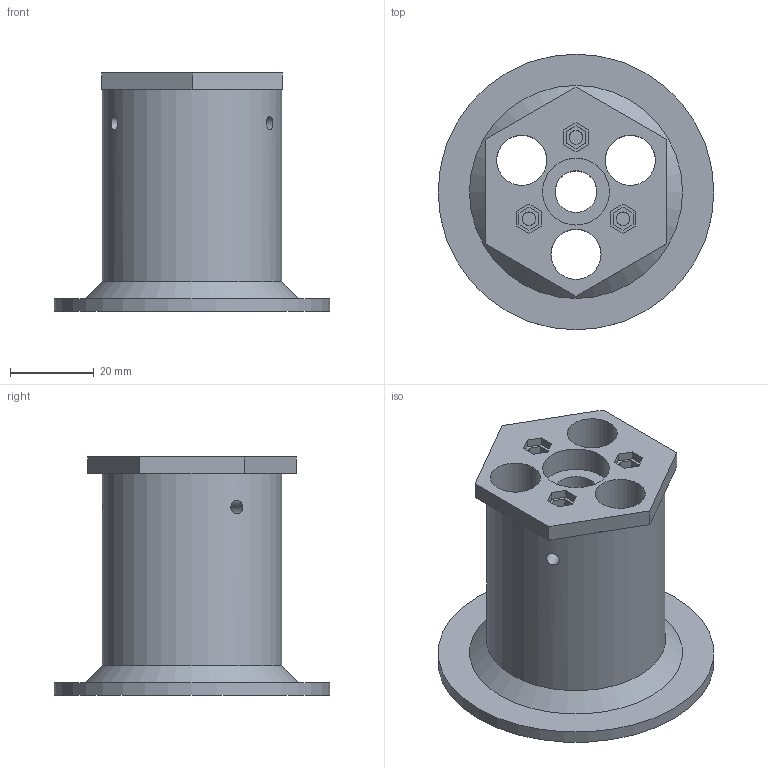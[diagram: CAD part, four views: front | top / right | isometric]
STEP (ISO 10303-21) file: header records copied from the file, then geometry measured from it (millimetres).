
FILE_DESCRIPTION(('FreeCAD Model'),'2;1');
FILE_NAME('Open CASCADE Shape Model','2024-07-24T16:10:03',('Author'),( ''),'Open CASCADE STEP processor 7.6','FreeCAD','Unknown');
FILE_SCHEMA(('AUTOMOTIVE_DESIGN { 1 0 10303 214 1 1 1 1 }'));
Length unit declared in the file: millimetre
Products named in the file (1): Reinforced
Bounding box: 66 x 66 x 57 mm (x, y, z)
Volume: 64797.7 mm3; surface area: 23594.7 mm2
Topology: 1 solids, 1 shells, 82 faces, 198 edges, 130 vertices
Faces by surface type: plane 62, cylinder 19, cone 1
Full cylindrical faces by diameter (mm): 3.25 x6, 10 x1, 12 x3, 16 x1, 43 x1, 66 x1
Entity records: 3142 total; most frequent: CARTESIAN_POINT 1151, ORIENTED_EDGE 396, DIRECTION 388, EDGE_CURVE 198, LINE 150, VECTOR 150, VERTEX_POINT 130, AXIS2_PLACEMENT_3D 119
